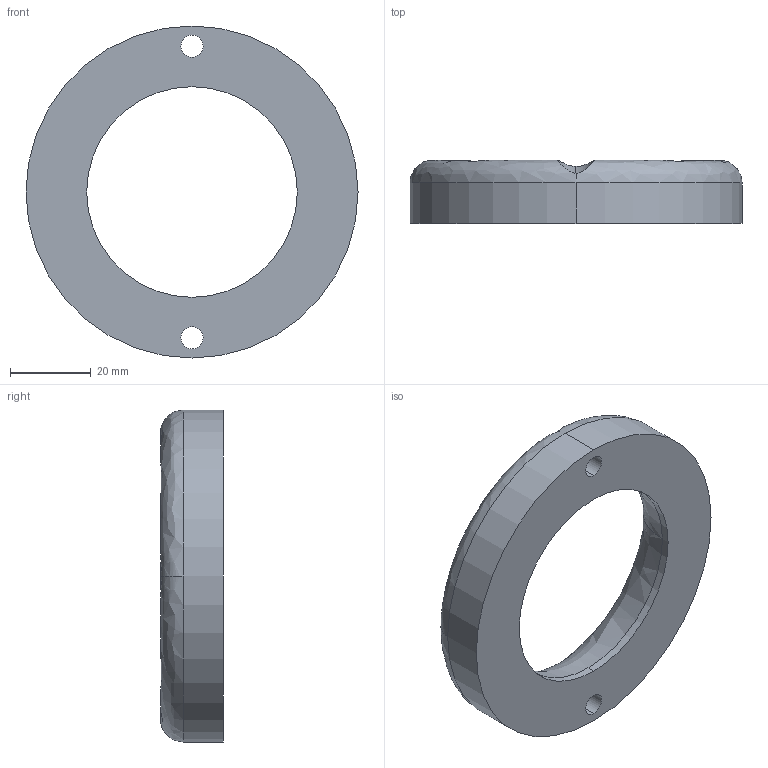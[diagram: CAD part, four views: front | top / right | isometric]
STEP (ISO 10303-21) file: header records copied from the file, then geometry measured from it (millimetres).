
FILE_DESCRIPTION (( 'STEP AP214' ), '1' );
FILE_NAME ('TVR-STUB52.STEP', '2020-03-26T16:27:01', ( '' ), ( '' ), 'SwSTEP 2.0', 'SolidWorks 2018', '' );
FILE_SCHEMA (( 'AUTOMOTIVE_DESIGN' ));
Length unit declared in the file: millimetre
Products named in the file (1): TVR-STUB52
Bounding box: 82 x 15.56 x 82 mm (x, y, z)
Volume: 40684.6 mm3; surface area: 12097.7 mm2
Topology: 1 solids, 1 shells, 17 faces, 42 edges, 28 vertices
Faces by surface type: cylinder 12, plane 3, bspline 2
Entity records: 750 total; most frequent: CARTESIAN_POINT 292, DIRECTION 92, ORIENTED_EDGE 84, EDGE_CURVE 42, AXIS2_PLACEMENT_3D 40, VERTEX_POINT 28, EDGE_LOOP 24, CIRCLE 24
